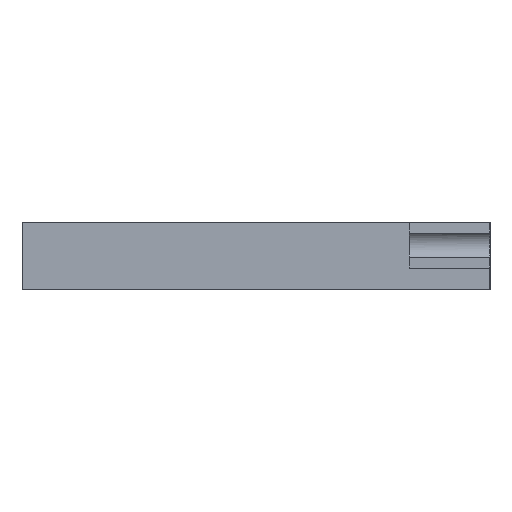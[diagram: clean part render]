
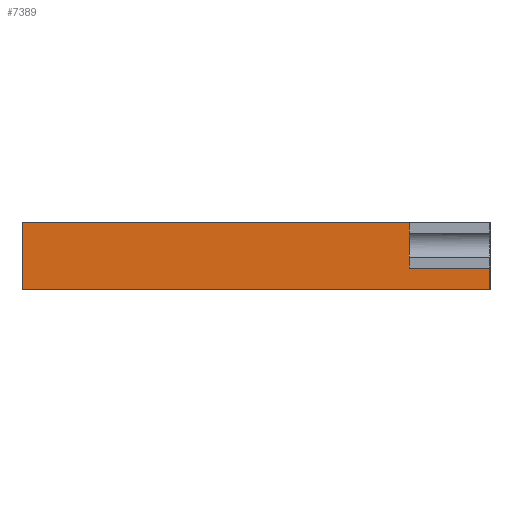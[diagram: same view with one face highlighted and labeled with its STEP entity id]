
A CAD part, left-side view. The second image highlights one B-rep face of the part: STEP entity #7389.
In plain terms, the highlighted planar face has unit normal (-1, 0, 0).
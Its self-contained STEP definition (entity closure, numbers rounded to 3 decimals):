
#739=FACE_OUTER_BOUND('',#1160,.T.);
#1160=EDGE_LOOP('',(#4963,#4964,#4965,#4966,#4967,#4968,#4969));
#1605=LINE('',#9168,#2301);
#1612=LINE('',#9190,#2308);
#1624=LINE('',#9214,#2320);
#1626=LINE('',#9224,#2322);
#1633=LINE('',#9239,#2329);
#1635=LINE('',#9242,#2331);
#1636=LINE('',#9243,#2332);
#2301=VECTOR('',#8042,10.);
#2308=VECTOR('',#8061,10.);
#2320=VECTOR('',#8079,10.);
#2322=VECTOR('',#8091,10.);
#2329=VECTOR('',#8104,10.);
#2331=VECTOR('',#8108,10.);
#2332=VECTOR('',#8109,10.);
#2994=VERTEX_POINT('',#9165);
#2995=VERTEX_POINT('',#9167);
#3004=VERTEX_POINT('',#9189);
#3012=VERTEX_POINT('',#9210);
#3013=VERTEX_POINT('',#9212);
#3016=VERTEX_POINT('',#9220);
#3021=VERTEX_POINT('',#9238);
#3760=EDGE_CURVE('',#2994,#2995,#1605,.T.);
#3771=EDGE_CURVE('',#3004,#2995,#1612,.T.);
#3783=EDGE_CURVE('',#3012,#3013,#1624,.T.);
#3788=EDGE_CURVE('',#3013,#3016,#1626,.T.);
#3795=EDGE_CURVE('',#3016,#3021,#1633,.T.);
#3797=EDGE_CURVE('',#3004,#3021,#1635,.T.);
#3798=EDGE_CURVE('',#3012,#2994,#1636,.T.);
#4963=ORIENTED_EDGE('',*,*,#3783,.T.);
#4964=ORIENTED_EDGE('',*,*,#3788,.T.);
#4965=ORIENTED_EDGE('',*,*,#3795,.T.);
#4966=ORIENTED_EDGE('',*,*,#3797,.F.);
#4967=ORIENTED_EDGE('',*,*,#3771,.T.);
#4968=ORIENTED_EDGE('',*,*,#3760,.F.);
#4969=ORIENTED_EDGE('',*,*,#3798,.F.);
#7195=PLANE('',#7828);
#7389=ADVANCED_FACE('',(#739),#7195,.T.);
#7828=AXIS2_PLACEMENT_3D('',#9241,#8106,#8107);
#8042=DIRECTION('',(0.,1.,0.));
#8061=DIRECTION('',(0.,0.,-1.));
#8079=DIRECTION('',(0.,1.,0.));
#8091=DIRECTION('',(0.,0.,1.));
#8104=DIRECTION('',(0.,0.,1.));
#8106=DIRECTION('center_axis',(-1.,0.,0.));
#8107=DIRECTION('ref_axis',(0.,1.,0.));
#8108=DIRECTION('',(0.,-1.,0.));
#8109=DIRECTION('',(0.,0.,-1.));
#9165=CARTESIAN_POINT('',(-7.35,-0.35,3.));
#9167=CARTESIAN_POINT('',(-7.35,86.85,3.));
#9168=CARTESIAN_POINT('',(-7.35,81.85,3.));
#9189=CARTESIAN_POINT('',(-7.35,86.85,15.5));
#9190=CARTESIAN_POINT('',(-7.35,86.85,14.));
#9210=CARTESIAN_POINT('',(-7.35,-0.35,7.));
#9212=CARTESIAN_POINT('',(-7.35,14.65,7.));
#9214=CARTESIAN_POINT('',(-7.35,-0.35,7.));
#9220=CARTESIAN_POINT('',(-7.35,14.65,11.25));
#9224=CARTESIAN_POINT('',(-7.35,14.65,11.625));
#9238=CARTESIAN_POINT('',(-7.35,14.65,15.5));
#9239=CARTESIAN_POINT('',(-7.35,14.65,13.));
#9241=CARTESIAN_POINT('Origin',(-7.35,-0.35,14.));
#9242=CARTESIAN_POINT('',(-7.35,81.85,15.5));
#9243=CARTESIAN_POINT('',(-7.35,-0.35,14.));
